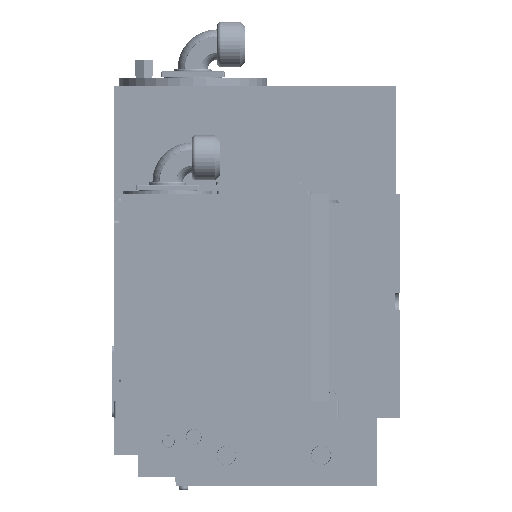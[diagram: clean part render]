
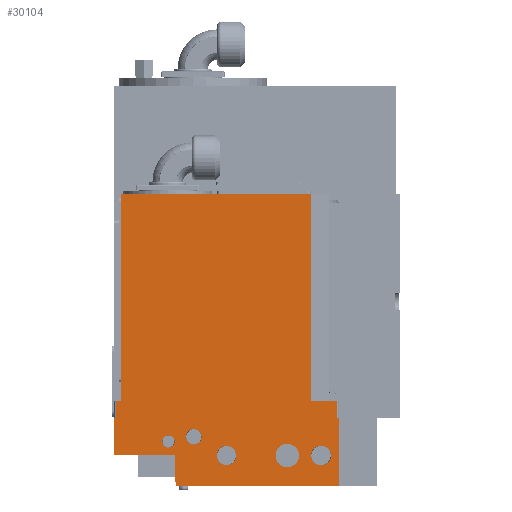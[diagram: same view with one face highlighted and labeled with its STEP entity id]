
A CAD part, left-side view. The second image highlights one B-rep face of the part: STEP entity #30104.
In plain terms, the highlighted planar face has unit normal (-1, 0, 0).
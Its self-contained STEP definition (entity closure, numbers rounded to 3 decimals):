
#1397=LINE('',#47384,#3084);
#1406=LINE('',#47413,#3093);
#1408=LINE('',#47418,#3095);
#1420=LINE('',#47452,#3107);
#1421=LINE('',#47455,#3108);
#1422=LINE('',#47457,#3109);
#1423=LINE('',#47459,#3110);
#1424=LINE('',#47461,#3111);
#1425=LINE('',#47462,#3112);
#1426=LINE('',#47464,#3113);
#1427=LINE('',#47466,#3114);
#1428=LINE('',#47468,#3115);
#1429=LINE('',#47470,#3116);
#1430=LINE('',#47472,#3117);
#1431=LINE('',#47474,#3118);
#1432=LINE('',#47476,#3119);
#3084=VECTOR('',#36964,1000.);
#3093=VECTOR('',#36993,1000.);
#3095=VECTOR('',#36997,1000.);
#3107=VECTOR('',#37025,1000.);
#3108=VECTOR('',#37026,1000.);
#3109=VECTOR('',#37027,1000.);
#3110=VECTOR('',#37028,1000.);
#3111=VECTOR('',#37029,1000.);
#3112=VECTOR('',#37030,1000.);
#3113=VECTOR('',#37031,1000.);
#3114=VECTOR('',#37032,1000.);
#3115=VECTOR('',#37033,1000.);
#3116=VECTOR('',#37034,1000.);
#3117=VECTOR('',#37035,1000.);
#3118=VECTOR('',#37036,1000.);
#3119=VECTOR('',#37037,1000.);
#4865=ORIENTED_EDGE('',*,*,#12421,.T.);
#4866=ORIENTED_EDGE('',*,*,#12422,.F.);
#4867=ORIENTED_EDGE('',*,*,#12423,.F.);
#4868=ORIENTED_EDGE('',*,*,#12424,.T.);
#4869=ORIENTED_EDGE('',*,*,#12425,.T.);
#4870=ORIENTED_EDGE('',*,*,#12402,.F.);
#4871=ORIENTED_EDGE('',*,*,#12391,.F.);
#4872=ORIENTED_EDGE('',*,*,#12404,.T.);
#4873=ORIENTED_EDGE('',*,*,#12426,.T.);
#4874=ORIENTED_EDGE('',*,*,#12427,.F.);
#4875=ORIENTED_EDGE('',*,*,#12428,.F.);
#4876=ORIENTED_EDGE('',*,*,#12429,.F.);
#4877=ORIENTED_EDGE('',*,*,#12430,.F.);
#4878=ORIENTED_EDGE('',*,*,#12431,.T.);
#4879=ORIENTED_EDGE('',*,*,#12432,.F.);
#4880=ORIENTED_EDGE('',*,*,#12433,.T.);
#4881=ORIENTED_EDGE('',*,*,#12434,.F.);
#4882=ORIENTED_EDGE('',*,*,#12435,.F.);
#4883=ORIENTED_EDGE('',*,*,#12436,.F.);
#4884=ORIENTED_EDGE('',*,*,#12437,.F.);
#4885=ORIENTED_EDGE('',*,*,#12438,.F.);
#12391=EDGE_CURVE('NONE',#16183,#16184,#1397,.T.);
#12402=EDGE_CURVE('NONE',#16184,#16192,#1406,.T.);
#12404=EDGE_CURVE('NONE',#16183,#16194,#1408,.T.);
#12421=EDGE_CURVE('NONE',#16209,#16210,#1420,.T.);
#12422=EDGE_CURVE('NONE',#16211,#16210,#1421,.T.);
#12423=EDGE_CURVE('NONE',#16212,#16211,#1422,.T.);
#12424=EDGE_CURVE('NONE',#16212,#16213,#1423,.T.);
#12425=EDGE_CURVE('NONE',#16213,#16192,#1424,.T.);
#12426=EDGE_CURVE('NONE',#16194,#16214,#1425,.T.);
#12427=EDGE_CURVE('NONE',#16215,#16214,#1426,.T.);
#12428=EDGE_CURVE('NONE',#16216,#16215,#1427,.T.);
#12429=EDGE_CURVE('NONE',#16217,#16216,#1428,.T.);
#12430=EDGE_CURVE('NONE',#16218,#16217,#1429,.T.);
#12431=EDGE_CURVE('NONE',#16218,#16219,#1430,.T.);
#12432=EDGE_CURVE('NONE',#16220,#16219,#1431,.T.);
#12433=EDGE_CURVE('NONE',#16220,#16209,#1432,.T.);
#12434=EDGE_CURVE('NONE',#16221,#16221,#19238,.T.);
#12435=EDGE_CURVE('NONE',#16222,#16222,#19239,.T.);
#12436=EDGE_CURVE('NONE',#16223,#16223,#19240,.T.);
#12437=EDGE_CURVE('NONE',#16224,#16224,#19241,.T.);
#12438=EDGE_CURVE('NONE',#16225,#16225,#19242,.T.);
#16183=VERTEX_POINT('',#47385);
#16184=VERTEX_POINT('',#47386);
#16192=VERTEX_POINT('',#47412);
#16194=VERTEX_POINT('',#47417);
#16209=VERTEX_POINT('',#47453);
#16210=VERTEX_POINT('',#47454);
#16211=VERTEX_POINT('',#47456);
#16212=VERTEX_POINT('',#47458);
#16213=VERTEX_POINT('',#47460);
#16214=VERTEX_POINT('',#47463);
#16215=VERTEX_POINT('',#47465);
#16216=VERTEX_POINT('',#47467);
#16217=VERTEX_POINT('',#47469);
#16218=VERTEX_POINT('',#47471);
#16219=VERTEX_POINT('',#47473);
#16220=VERTEX_POINT('',#47475);
#16221=VERTEX_POINT('',#47478);
#16222=VERTEX_POINT('',#47480);
#16223=VERTEX_POINT('',#47482);
#16224=VERTEX_POINT('',#47484);
#16225=VERTEX_POINT('',#47486);
#19238=CIRCLE('',#32559,10.668);
#19239=CIRCLE('',#32560,12.5);
#19240=CIRCLE('',#32561,10.478);
#19241=CIRCLE('',#32562,8.331);
#19242=CIRCLE('',#32563,6.579);
#21264=EDGE_LOOP('',(#4865,#4866,#4867,#4868,#4869,#4870,#4871,#4872,#4873,
#4874,#4875,#4876,#4877,#4878,#4879,#4880));
#21265=EDGE_LOOP('',(#4881));
#21266=EDGE_LOOP('',(#4882));
#21267=EDGE_LOOP('',(#4883));
#21268=EDGE_LOOP('',(#4884));
#21269=EDGE_LOOP('',(#4885));
#25033=FACE_BOUND('',#21264,.T.);
#25034=FACE_BOUND('',#21265,.T.);
#25035=FACE_BOUND('',#21266,.T.);
#25036=FACE_BOUND('',#21267,.T.);
#25037=FACE_BOUND('',#21268,.T.);
#25038=FACE_BOUND('',#21269,.T.);
#28855=PLANE('',#32558);
#30104=ADVANCED_FACE('NONE',(#25033,#25034,#25035,#25036,#25037,#25038),
#28855,.F.);
#32558=AXIS2_PLACEMENT_3D('',#47451,#37023,#37024);
#32559=AXIS2_PLACEMENT_3D('',#47477,#37038,#37039);
#32560=AXIS2_PLACEMENT_3D('',#47479,#37040,#37041);
#32561=AXIS2_PLACEMENT_3D('',#47481,#37042,#37043);
#32562=AXIS2_PLACEMENT_3D('',#47483,#37044,#37045);
#32563=AXIS2_PLACEMENT_3D('',#47485,#37046,#37047);
#36964=DIRECTION('',(0.,-1.,0.));
#36993=DIRECTION('',(0.,0.,-1.));
#36997=DIRECTION('',(0.,0.,-1.));
#37023=DIRECTION('',(1.,0.,0.));
#37024=DIRECTION('',(0.,1.,0.));
#37025=DIRECTION('',(0.,-1.,0.));
#37026=DIRECTION('',(0.,0.,-1.));
#37027=DIRECTION('',(0.,-1.,0.));
#37028=DIRECTION('',(0.,0.,1.));
#37029=DIRECTION('',(0.,1.,0.));
#37030=DIRECTION('',(0.,1.,0.));
#37031=DIRECTION('',(0.,0.,1.));
#37032=DIRECTION('',(0.,-1.,0.));
#37033=DIRECTION('',(0.,0.,1.));
#37034=DIRECTION('',(0.,1.,0.));
#37035=DIRECTION('',(0.,0.,-1.));
#37036=DIRECTION('',(0.,1.,0.));
#37037=DIRECTION('',(0.,0.,-1.));
#37038=DIRECTION('',(-1.,0.,0.));
#37039=DIRECTION('',(0.,0.,1.));
#37040=DIRECTION('',(-1.,0.,0.));
#37041=DIRECTION('',(0.,0.,1.));
#37042=DIRECTION('',(-1.,0.,0.));
#37043=DIRECTION('',(0.,0.,1.));
#37044=DIRECTION('',(-1.,0.,0.));
#37045=DIRECTION('',(0.,0.,1.));
#37046=DIRECTION('',(-1.,0.,0.));
#37047=DIRECTION('',(0.,0.,1.));
#47384=CARTESIAN_POINT('',(-496.35,306.251,115.));
#47385=CARTESIAN_POINT('',(-496.35,306.251,115.));
#47386=CARTESIAN_POINT('',(-496.35,103.251,115.));
#47412=CARTESIAN_POINT('',(-496.35,103.251,-107.));
#47413=CARTESIAN_POINT('',(-496.35,103.251,115.));
#47417=CARTESIAN_POINT('',(-496.35,306.251,-107.));
#47418=CARTESIAN_POINT('',(-496.35,306.251,115.));
#47451=CARTESIAN_POINT('',(-496.35,247.251,-193.5));
#47452=CARTESIAN_POINT('',(-496.35,247.251,-198.));
#47453=CARTESIAN_POINT('',(-496.35,247.251,-198.));
#47454=CARTESIAN_POINT('',(-496.35,73.251,-198.));
#47455=CARTESIAN_POINT('',(-496.35,73.251,-193.5));
#47456=CARTESIAN_POINT('',(-496.35,73.251,-125.));
#47457=CARTESIAN_POINT('',(-496.35,313.251,-125.));
#47458=CARTESIAN_POINT('',(-496.35,75.251,-125.));
#47459=CARTESIAN_POINT('',(-496.35,75.251,-125.));
#47460=CARTESIAN_POINT('',(-496.35,75.251,-107.));
#47461=CARTESIAN_POINT('',(-496.35,311.251,-107.));
#47462=CARTESIAN_POINT('',(-496.35,311.251,-107.));
#47463=CARTESIAN_POINT('',(-496.35,311.251,-107.));
#47464=CARTESIAN_POINT('',(-496.35,311.251,-125.));
#47465=CARTESIAN_POINT('',(-496.35,311.251,-125.));
#47466=CARTESIAN_POINT('',(-496.35,313.251,-125.));
#47467=CARTESIAN_POINT('',(-496.35,313.251,-125.));
#47468=CARTESIAN_POINT('',(-496.35,313.251,-198.));
#47469=CARTESIAN_POINT('',(-496.35,313.251,-165.));
#47470=CARTESIAN_POINT('',(-496.35,248.251,-165.));
#47471=CARTESIAN_POINT('',(-496.35,248.251,-165.));
#47472=CARTESIAN_POINT('',(-496.35,248.251,-160.));
#47473=CARTESIAN_POINT('',(-496.35,248.251,-193.5));
#47474=CARTESIAN_POINT('',(-496.35,248.251,-193.5));
#47475=CARTESIAN_POINT('',(-496.35,247.251,-193.5));
#47476=CARTESIAN_POINT('',(-496.35,247.251,-193.5));
#47477=CARTESIAN_POINT('',(-496.35,92.251,-165.));
#47478=CARTESIAN_POINT('',(-496.35,92.251,-154.332));
#47479=CARTESIAN_POINT('',(-496.35,128.251,-165.));
#47480=CARTESIAN_POINT('',(-496.35,128.251,-152.5));
#47481=CARTESIAN_POINT('',(-496.35,193.251,-165.));
#47482=CARTESIAN_POINT('',(-496.35,193.251,-154.522));
#47483=CARTESIAN_POINT('',(-496.35,228.251,-145.));
#47484=CARTESIAN_POINT('',(-496.35,228.251,-136.669));
#47485=CARTESIAN_POINT('',(-496.35,255.251,-150.));
#47486=CARTESIAN_POINT('',(-496.35,255.251,-143.421));
